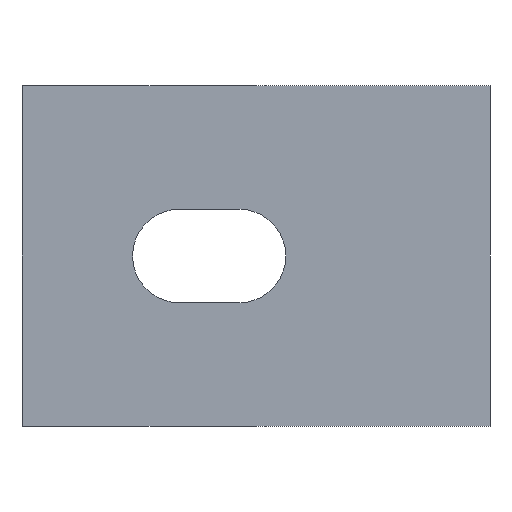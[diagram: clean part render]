
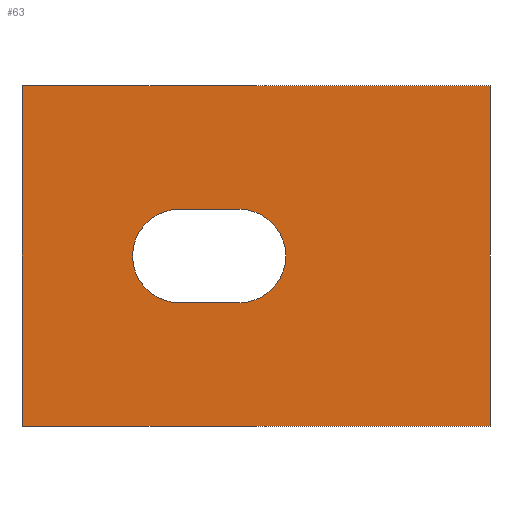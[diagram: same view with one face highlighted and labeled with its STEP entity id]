
A CAD part, left-side view. The second image highlights one B-rep face of the part: STEP entity #63.
In plain terms, the highlighted face is planar.
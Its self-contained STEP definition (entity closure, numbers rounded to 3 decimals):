
#27 = EDGE_CURVE ( 'NONE', #518, #266, #478, .T. ) ;
#30 = VECTOR ( 'NONE', #832, 1000. ) ;
#63 = ADVANCED_FACE ( 'NONE', ( #1388, #747 ), #488, .F. ) ;
#84 = DIRECTION ( 'NONE',  ( 0., 0., -1. ) ) ;
#107 = LINE ( 'NONE', #388, #1305 ) ;
#124 = EDGE_CURVE ( 'NONE', #430, #405, #107, .T. ) ;
#128 = ORIENTED_EDGE ( 'NONE', *, *, #472, .F. ) ;
#167 = DIRECTION ( 'NONE',  ( 1., 0., 0. ) ) ;
#224 = AXIS2_PLACEMENT_3D ( 'NONE', #1253, #84, #622 ) ;
#266 = VERTEX_POINT ( 'NONE', #941 ) ;
#275 = VERTEX_POINT ( 'NONE', #1474 ) ;
#288 = VECTOR ( 'NONE', #421, 1000. ) ;
#294 = CARTESIAN_POINT ( 'NONE',  ( -5.5, 29.5, 0. ) ) ;
#316 = CARTESIAN_POINT ( 'NONE',  ( 5.5, 29.5, 0. ) ) ;
#367 = CARTESIAN_POINT ( 'NONE',  ( -20., 0., 0. ) ) ;
#388 = CARTESIAN_POINT ( 'NONE',  ( 20., 0., 0. ) ) ;
#405 = VERTEX_POINT ( 'NONE', #539 ) ;
#421 = DIRECTION ( 'NONE',  ( 0., 1., 0. ) ) ;
#430 = VERTEX_POINT ( 'NONE', #580 ) ;
#434 = LINE ( 'NONE', #294, #30 ) ;
#472 = EDGE_CURVE ( 'NONE', #266, #1198, #1209, .T. ) ;
#478 = CIRCLE ( 'NONE', #1338, 5.5 ) ;
#484 = VECTOR ( 'NONE', #167, 1000. ) ;
#488 = PLANE ( 'NONE',  #224 ) ;
#518 = VERTEX_POINT ( 'NONE', #1218 ) ;
#537 = EDGE_LOOP ( 'NONE', ( #128, #1699, #914, #1594 ) ) ;
#539 = CARTESIAN_POINT ( 'NONE',  ( 20., 55., 0. ) ) ;
#580 = CARTESIAN_POINT ( 'NONE',  ( 20., 0., 0. ) ) ;
#586 = EDGE_CURVE ( 'NONE', #405, #1047, #590, .T. ) ;
#590 = LINE ( 'NONE', #1499, #1007 ) ;
#622 = DIRECTION ( 'NONE',  ( -1., 0., 0. ) ) ;
#723 = AXIS2_PLACEMENT_3D ( 'NONE', #1409, #1040, #1555 ) ;
#737 = DIRECTION ( 'NONE',  ( 0., 0., 1. ) ) ;
#747 = FACE_OUTER_BOUND ( 'NONE', #1563, .T. ) ;
#780 = DIRECTION ( 'NONE',  ( 0., 1., 0. ) ) ;
#804 = CARTESIAN_POINT ( 'NONE',  ( -20., 0., 0. ) ) ;
#832 = DIRECTION ( 'NONE',  ( 0., -1., 0. ) ) ;
#914 = ORIENTED_EDGE ( 'NONE', *, *, #1394, .F. ) ;
#941 = CARTESIAN_POINT ( 'NONE',  ( 5.5, 29.5, 0. ) ) ;
#946 = CARTESIAN_POINT ( 'NONE',  ( 5.5, 36.5, 0. ) ) ;
#1007 = VECTOR ( 'NONE', #1060, 1000. ) ;
#1019 = LINE ( 'NONE', #367, #1700 ) ;
#1040 = DIRECTION ( 'NONE',  ( 0., 0., 1. ) ) ;
#1044 = ORIENTED_EDGE ( 'NONE', *, *, #1416, .T. ) ;
#1047 = VERTEX_POINT ( 'NONE', #1292 ) ;
#1048 = EDGE_CURVE ( 'NONE', #1198, #275, #1230, .T. ) ;
#1060 = DIRECTION ( 'NONE',  ( -1., 0., 0. ) ) ;
#1188 = VERTEX_POINT ( 'NONE', #1602 ) ;
#1198 = VERTEX_POINT ( 'NONE', #946 ) ;
#1209 = LINE ( 'NONE', #316, #288 ) ;
#1218 = CARTESIAN_POINT ( 'NONE',  ( -5.5, 29.5, 0. ) ) ;
#1230 = CIRCLE ( 'NONE', #723, 5.5 ) ;
#1246 = DIRECTION ( 'NONE',  ( 1., 0., 0. ) ) ;
#1253 = CARTESIAN_POINT ( 'NONE',  ( -20., 55., 0. ) ) ;
#1256 = ORIENTED_EDGE ( 'NONE', *, *, #586, .T. ) ;
#1292 = CARTESIAN_POINT ( 'NONE',  ( -20., 55., 0. ) ) ;
#1305 = VECTOR ( 'NONE', #780, 1000. ) ;
#1338 = AXIS2_PLACEMENT_3D ( 'NONE', #1380, #737, #1246 ) ;
#1380 = CARTESIAN_POINT ( 'NONE',  ( 0., 29.5, 0. ) ) ;
#1388 = FACE_BOUND ( 'NONE', #537, .T. ) ;
#1394 = EDGE_CURVE ( 'NONE', #275, #518, #434, .T. ) ;
#1409 = CARTESIAN_POINT ( 'NONE',  ( 0., 36.5, 0. ) ) ;
#1416 = EDGE_CURVE ( 'NONE', #1188, #430, #1444, .T. ) ;
#1444 = LINE ( 'NONE', #804, #484 ) ;
#1454 = ORIENTED_EDGE ( 'NONE', *, *, #1672, .T. ) ;
#1474 = CARTESIAN_POINT ( 'NONE',  ( -5.5, 36.5, 0. ) ) ;
#1499 = CARTESIAN_POINT ( 'NONE',  ( -20., 55., 0. ) ) ;
#1555 = DIRECTION ( 'NONE',  ( 1., 0., 0. ) ) ;
#1558 = DIRECTION ( 'NONE',  ( 0., -1., 0. ) ) ;
#1563 = EDGE_LOOP ( 'NONE', ( #1454, #1044, #1627, #1256 ) ) ;
#1594 = ORIENTED_EDGE ( 'NONE', *, *, #1048, .F. ) ;
#1602 = CARTESIAN_POINT ( 'NONE',  ( -20., 0., 0. ) ) ;
#1627 = ORIENTED_EDGE ( 'NONE', *, *, #124, .T. ) ;
#1672 = EDGE_CURVE ( 'NONE', #1047, #1188, #1019, .T. ) ;
#1699 = ORIENTED_EDGE ( 'NONE', *, *, #27, .F. ) ;
#1700 = VECTOR ( 'NONE', #1558, 1000. ) ;
